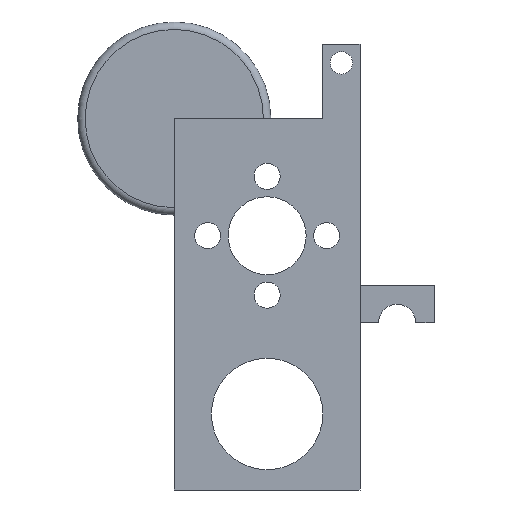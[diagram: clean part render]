
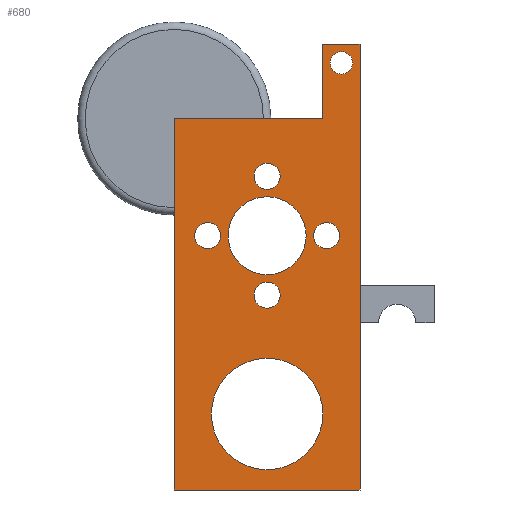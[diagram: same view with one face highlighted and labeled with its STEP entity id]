
A CAD part, front view. The second image highlights one B-rep face of the part: STEP entity #680.
In plain terms, the highlighted planar face has unit normal (0, -1, 0).
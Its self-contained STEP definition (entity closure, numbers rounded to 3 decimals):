
#28=FACE_BOUND('',#132,.T.);
#29=FACE_BOUND('',#133,.T.);
#30=FACE_BOUND('',#134,.T.);
#31=FACE_BOUND('',#135,.T.);
#32=FACE_BOUND('',#136,.T.);
#33=FACE_BOUND('',#137,.T.);
#34=FACE_BOUND('',#138,.T.);
#53=PLANE('',#758);
#87=FACE_OUTER_BOUND('',#131,.T.);
#131=EDGE_LOOP('',(#620,#621,#622,#623,#624,#625));
#132=EDGE_LOOP('',(#626));
#133=EDGE_LOOP('',(#627));
#134=EDGE_LOOP('',(#628));
#135=EDGE_LOOP('',(#629));
#136=EDGE_LOOP('',(#630));
#137=EDGE_LOOP('',(#631));
#138=EDGE_LOOP('',(#632));
#142=CIRCLE('',#706,1.5);
#158=CIRCLE('',#739,5.25);
#160=CIRCLE('',#742,7.5);
#162=CIRCLE('',#745,1.75);
#164=CIRCLE('',#748,1.75);
#166=CIRCLE('',#751,1.75);
#168=CIRCLE('',#754,1.75);
#198=LINE('',#1027,#261);
#204=LINE('',#1039,#267);
#213=LINE('',#1062,#276);
#221=LINE('',#1095,#284);
#231=LINE('',#1139,#294);
#232=LINE('',#1141,#295);
#261=VECTOR('',#828,10.);
#267=VECTOR('',#838,10.);
#276=VECTOR('',#855,10.);
#284=VECTOR('',#897,10.);
#294=VECTOR('',#947,10.);
#295=VECTOR('',#950,10.);
#308=VERTEX_POINT('',#992);
#319=VERTEX_POINT('',#1023);
#321=VERTEX_POINT('',#1026);
#325=VERTEX_POINT('',#1038);
#335=VERTEX_POINT('',#1060);
#343=VERTEX_POINT('',#1093);
#344=VERTEX_POINT('',#1097);
#346=VERTEX_POINT('',#1103);
#348=VERTEX_POINT('',#1109);
#350=VERTEX_POINT('',#1115);
#352=VERTEX_POINT('',#1121);
#354=VERTEX_POINT('',#1127);
#357=VERTEX_POINT('',#1137);
#376=EDGE_CURVE('',#308,#308,#142,.T.);
#392=EDGE_CURVE('',#319,#321,#198,.T.);
#398=EDGE_CURVE('',#321,#325,#204,.T.);
#410=EDGE_CURVE('',#335,#319,#213,.T.);
#427=EDGE_CURVE('',#343,#335,#221,.T.);
#428=EDGE_CURVE('',#344,#344,#158,.T.);
#431=EDGE_CURVE('',#346,#346,#160,.T.);
#434=EDGE_CURVE('',#348,#348,#162,.T.);
#437=EDGE_CURVE('',#350,#350,#164,.T.);
#440=EDGE_CURVE('',#352,#352,#166,.T.);
#443=EDGE_CURVE('',#354,#354,#168,.T.);
#449=EDGE_CURVE('',#357,#325,#231,.T.);
#450=EDGE_CURVE('',#357,#343,#232,.T.);
#620=ORIENTED_EDGE('',*,*,#450,.F.);
#621=ORIENTED_EDGE('',*,*,#449,.T.);
#622=ORIENTED_EDGE('',*,*,#398,.F.);
#623=ORIENTED_EDGE('',*,*,#392,.F.);
#624=ORIENTED_EDGE('',*,*,#410,.F.);
#625=ORIENTED_EDGE('',*,*,#427,.F.);
#626=ORIENTED_EDGE('',*,*,#376,.T.);
#627=ORIENTED_EDGE('',*,*,#428,.T.);
#628=ORIENTED_EDGE('',*,*,#431,.T.);
#629=ORIENTED_EDGE('',*,*,#434,.T.);
#630=ORIENTED_EDGE('',*,*,#437,.T.);
#631=ORIENTED_EDGE('',*,*,#440,.T.);
#632=ORIENTED_EDGE('',*,*,#443,.T.);
#680=ADVANCED_FACE('',(#87,#28,#29,#30,#31,#32,#33,#34),#53,.T.);
#706=AXIS2_PLACEMENT_3D('',#993,#798,#799);
#739=AXIS2_PLACEMENT_3D('',#1098,#900,#901);
#742=AXIS2_PLACEMENT_3D('',#1104,#907,#908);
#745=AXIS2_PLACEMENT_3D('',#1110,#914,#915);
#748=AXIS2_PLACEMENT_3D('',#1116,#921,#922);
#751=AXIS2_PLACEMENT_3D('',#1122,#928,#929);
#754=AXIS2_PLACEMENT_3D('',#1128,#935,#936);
#758=AXIS2_PLACEMENT_3D('',#1140,#948,#949);
#798=DIRECTION('center_axis',(0.,1.,0.));
#799=DIRECTION('ref_axis',(0.,0.,-1.));
#828=DIRECTION('',(0.,0.,1.));
#838=DIRECTION('',(1.,0.,0.));
#855=DIRECTION('',(1.,0.,0.));
#897=DIRECTION('',(0.,0.,1.));
#900=DIRECTION('center_axis',(0.,1.,0.));
#901=DIRECTION('ref_axis',(0.,0.,-1.));
#907=DIRECTION('center_axis',(0.,1.,0.));
#908=DIRECTION('ref_axis',(0.,0.,-1.));
#914=DIRECTION('center_axis',(0.,1.,0.));
#915=DIRECTION('ref_axis',(0.,0.,-1.));
#921=DIRECTION('center_axis',(0.,1.,0.));
#922=DIRECTION('ref_axis',(0.,0.,-1.));
#928=DIRECTION('center_axis',(0.,1.,0.));
#929=DIRECTION('ref_axis',(0.,0.,-1.));
#935=DIRECTION('center_axis',(0.,1.,0.));
#936=DIRECTION('ref_axis',(0.,0.,-1.));
#947=DIRECTION('',(0.,0.,1.));
#948=DIRECTION('center_axis',(0.,-1.,0.));
#949=DIRECTION('ref_axis',(1.,0.,0.));
#950=DIRECTION('',(-1.,0.,0.));
#992=CARTESIAN_POINT('',(22.5,3.,59.));
#993=CARTESIAN_POINT('Origin',(22.5,3.,57.5));
#1023=CARTESIAN_POINT('',(20.,3.,50.));
#1026=CARTESIAN_POINT('',(20.,3.,60.));
#1027=CARTESIAN_POINT('',(20.,3.,50.));
#1038=CARTESIAN_POINT('',(25.,3.,60.));
#1039=CARTESIAN_POINT('',(25.,3.,60.));
#1060=CARTESIAN_POINT('',(0.,3.,50.));
#1062=CARTESIAN_POINT('',(25.,3.,50.));
#1093=CARTESIAN_POINT('',(0.,3.,0.));
#1095=CARTESIAN_POINT('',(0.,3.,0.));
#1097=CARTESIAN_POINT('',(12.5,3.,39.48));
#1098=CARTESIAN_POINT('Origin',(12.5,3.,34.23));
#1103=CARTESIAN_POINT('',(12.5,3.,17.73));
#1104=CARTESIAN_POINT('Origin',(12.5,3.,10.23));
#1109=CARTESIAN_POINT('',(20.5,3.,35.98));
#1110=CARTESIAN_POINT('Origin',(20.5,3.,34.23));
#1115=CARTESIAN_POINT('',(12.5,3.,43.98));
#1116=CARTESIAN_POINT('Origin',(12.5,3.,42.23));
#1121=CARTESIAN_POINT('',(4.5,3.,35.98));
#1122=CARTESIAN_POINT('Origin',(4.5,3.,34.23));
#1127=CARTESIAN_POINT('',(12.5,3.,27.98));
#1128=CARTESIAN_POINT('Origin',(12.5,3.,26.23));
#1137=CARTESIAN_POINT('',(25.,3.,0.));
#1139=CARTESIAN_POINT('',(25.,3.,0.));
#1140=CARTESIAN_POINT('Origin',(0.,3.,0.));
#1141=CARTESIAN_POINT('',(25.,3.,0.));
